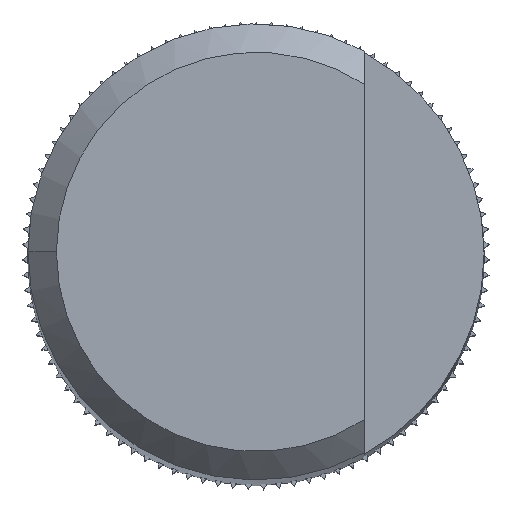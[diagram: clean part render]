
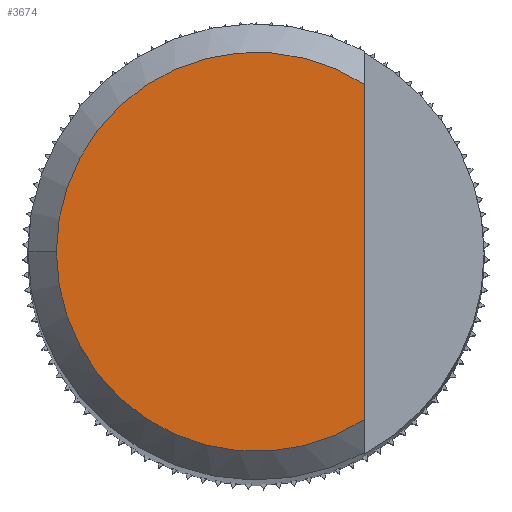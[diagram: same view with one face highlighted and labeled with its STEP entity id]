
A CAD part, top view. The second image highlights one B-rep face of the part: STEP entity #3674.
In plain terms, the highlighted planar face has unit normal (0, 0, 1).
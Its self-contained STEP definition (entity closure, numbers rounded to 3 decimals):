
#8 = FACE_OUTER_BOUND ( 'NONE', #4962, .T. ) ;
#578 = CARTESIAN_POINT ( 'NONE',  ( 1.9, -2.939, 59. ) ) ;
#632 = CARTESIAN_POINT ( 'NONE',  ( 1.9, 2.939, 59. ) ) ;
#658 = AXIS2_PLACEMENT_3D ( 'NONE', #1002, #3392, #2441 ) ;
#967 = VERTEX_POINT ( 'NONE', #632 ) ;
#1002 = CARTESIAN_POINT ( 'NONE',  ( 0., 0., 59. ) ) ;
#1653 = CARTESIAN_POINT ( 'NONE',  ( 0., 0., 59. ) ) ;
#2035 = VERTEX_POINT ( 'NONE', #2646 ) ;
#2441 = DIRECTION ( 'NONE',  ( 1., 0., 0. ) ) ;
#2646 = CARTESIAN_POINT ( 'NONE',  ( -3.5, 0., 59. ) ) ;
#3095 = VERTEX_POINT ( 'NONE', #578 ) ;
#3392 = DIRECTION ( 'NONE',  ( 0., 0., 1. ) ) ;
#3674 = ADVANCED_FACE ( 'NONE', ( #8 ), #5240, .T. ) ;
#3856 = DIRECTION ( 'NONE',  ( 1., 0., 0. ) ) ;
#4962 = EDGE_LOOP ( 'NONE', ( #8945, #7295, #8326 ) ) ;
#4964 = VECTOR ( 'NONE', #9754, 1000. ) ;
#4983 = CIRCLE ( 'NONE', #7651, 3.5 ) ;
#5240 = PLANE ( 'NONE',  #658 ) ;
#5364 = LINE ( 'NONE', #8748, #4964 ) ;
#5865 = CIRCLE ( 'NONE', #10831, 3.5 ) ;
#7099 = DIRECTION ( 'NONE',  ( 0., 0., 1. ) ) ;
#7295 = ORIENTED_EDGE ( 'NONE', *, *, #8905, .T. ) ;
#7607 = DIRECTION ( 'NONE',  ( 1., 0., 0. ) ) ;
#7651 = AXIS2_PLACEMENT_3D ( 'NONE', #7982, #7099, #3856 ) ;
#7982 = CARTESIAN_POINT ( 'NONE',  ( 0., 0., 59. ) ) ;
#8086 = EDGE_CURVE ( 'NONE', #2035, #3095, #5865, .T. ) ;
#8326 = ORIENTED_EDGE ( 'NONE', *, *, #8086, .T. ) ;
#8497 = DIRECTION ( 'NONE',  ( 0., 0., 1. ) ) ;
#8748 = CARTESIAN_POINT ( 'NONE',  ( 1.9, 0., 59. ) ) ;
#8905 = EDGE_CURVE ( 'NONE', #967, #2035, #4983, .T. ) ;
#8945 = ORIENTED_EDGE ( 'NONE', *, *, #10381, .F. ) ;
#9754 = DIRECTION ( 'NONE',  ( 0., -1., 0. ) ) ;
#10381 = EDGE_CURVE ( 'NONE', #967, #3095, #5364, .T. ) ;
#10831 = AXIS2_PLACEMENT_3D ( 'NONE', #1653, #8497, #7607 ) ;
